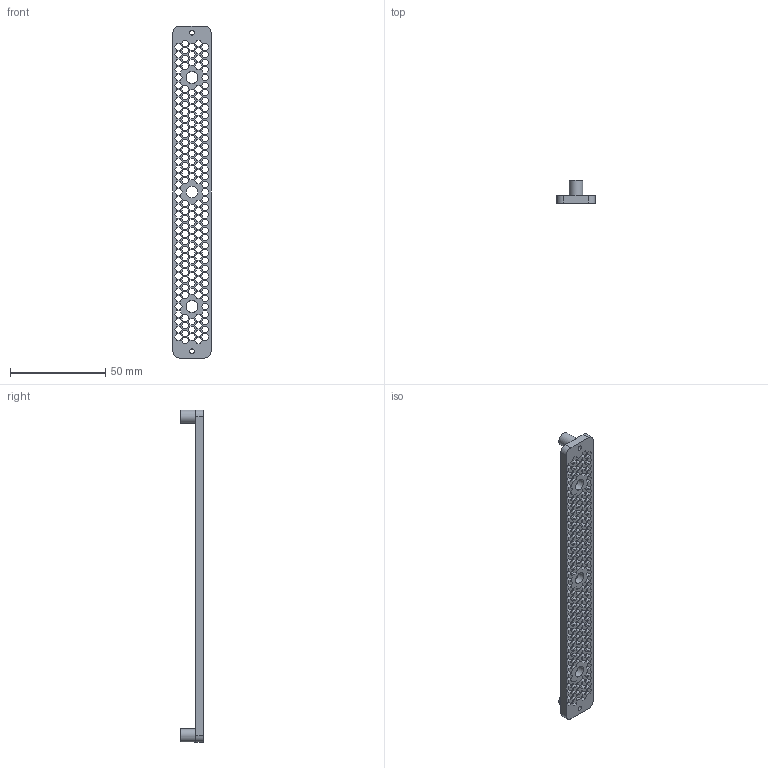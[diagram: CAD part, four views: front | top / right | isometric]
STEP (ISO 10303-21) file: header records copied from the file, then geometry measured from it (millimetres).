
FILE_DESCRIPTION(/* description */ (''),/* implementation_level */ '2;1');
FILE_NAME(/* name */ 'Adapter_unten_2.stp',/* time_stamp */ '2020-05-07T10:16:54+02:00',/* author */ ('mtischha'),/* organization */ (''),/* preprocessor_version */ 'ST-DEVELOPER v18.1',/* originating_system */ 'Autodesk Inventor 2021',/* authorisation */ '');
FILE_SCHEMA (('AUTOMOTIVE_DESIGN { 1 0 10303 214 3 1 1 }'));
Length unit declared in the file: millimetre
Products named in the file (1): Adapter_unten_1
Bounding box: 20 x 12 x 174 mm (x, y, z)
Volume: 7374.2 mm3; surface area: 13768.3 mm2
Topology: 1 solids, 1 shells, 1075 faces, 3224 edges, 2151 vertices
Faces by surface type: plane 1064, cylinder 11
Full cylindrical faces by diameter (mm): 2.5 x2, 6.2 x3, 7 x2
Entity records: 37358 total; most frequent: CARTESIAN_POINT 6451, ORIENTED_EDGE 6448, DIRECTION 5407, EDGE_CURVE 3224, LINE 3193, VECTOR 3193, VERTEX_POINT 2151, EDGE_LOOP 1437
